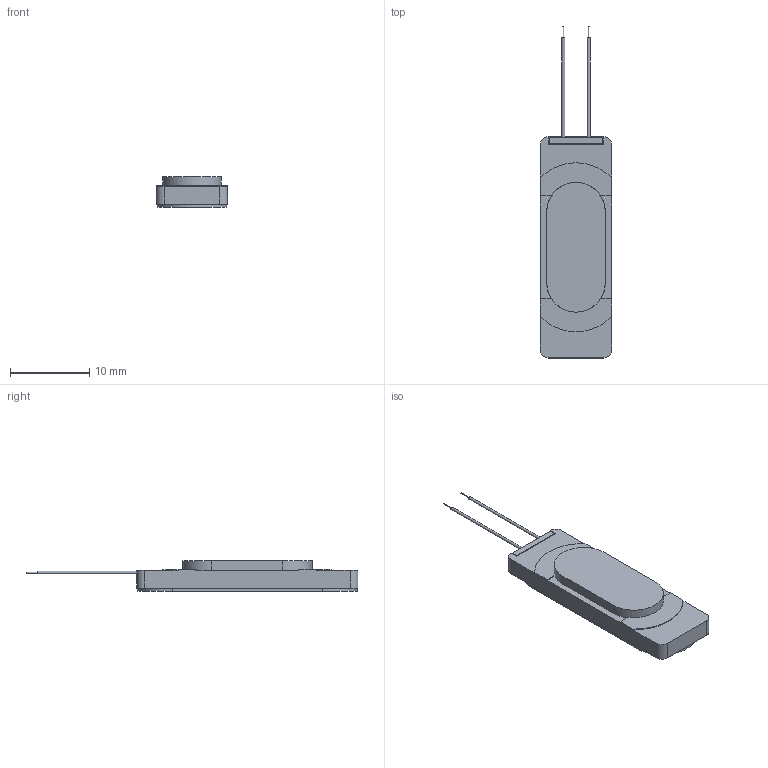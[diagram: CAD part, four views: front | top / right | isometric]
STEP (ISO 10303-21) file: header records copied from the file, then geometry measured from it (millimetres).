
FILE_DESCRIPTION(/* description */ ('Alibre Inc.'),/* implementation_level */ '2;1');
FILE_NAME(/* name */ 'export0',/* time_stamp */ '2018-05-14T20:34:35-05:00',/* author */ (''),/* organization */ (''),/* preprocessor_version */ 'ST-DEVELOPER v17',/* originating_system */ 'Alibre',/* authorisation */ '');
FILE_SCHEMA (('AUTOMOTIVE_DESIGN'));
Length unit declared in the file: centimetre
Bounding box: 9 x 42 x 3.9 mm (x, y, z)
Volume: 734.6 mm3; surface area: 826.5 mm2
Topology: 1 solids, 1 shells, 59 faces, 144 edges, 96 vertices
Faces by surface type: plane 39, cylinder 20
Full cylindrical faces by diameter (mm): 0.104 x2, 0.349 x4, 1.9 x2
Entity records: 1620 total; most frequent: CARTESIAN_POINT 276, ORIENTED_EDGE 268, DIRECTION 242, EDGE_CURVE 134, AXIS2_PLACEMENT_3D 96, VERTEX_POINT 94, VECTOR 86, LINE 86
